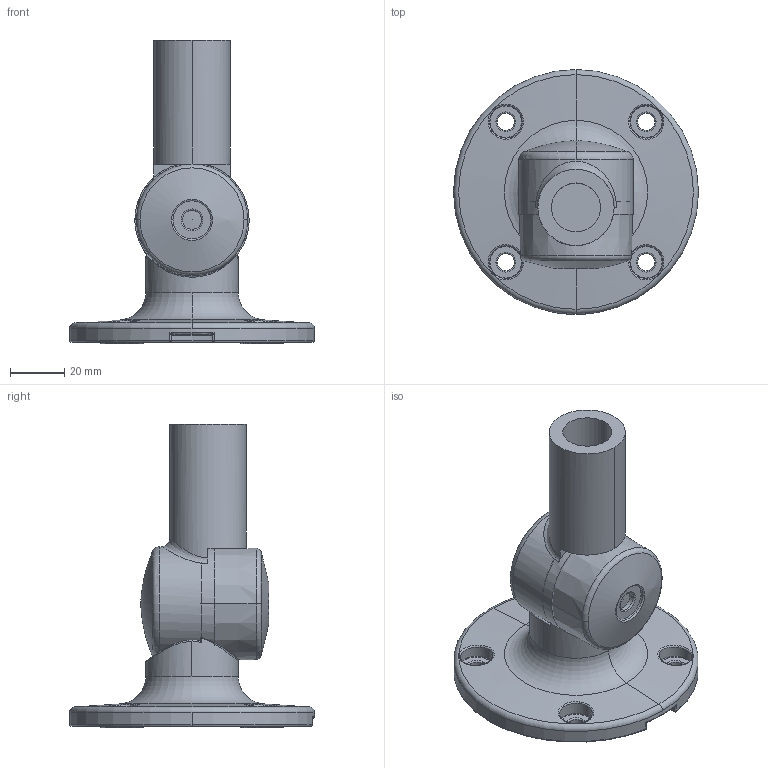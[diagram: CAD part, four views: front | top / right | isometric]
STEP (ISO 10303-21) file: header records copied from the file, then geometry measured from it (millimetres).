
FILE_DESCRIPTION (( 'STEP AP203' ), '1' );
FILE_NAME ('SL18-73A_201203.STP', '2021-01-20T10:50:25', ( '' ), ( '' ), 'SwSTEP 2.0', 'SolidWorks 2019', '' );
FILE_SCHEMA (( 'CONFIG_CONTROL_DESIGN' ));
Length unit declared in the file: millimetre
Products named in the file (1): SL18-73A_201203
Bounding box: 90 x 90 x 111.5 mm (x, y, z)
Volume: 111725.4 mm3; surface area: 37842.7 mm2
Topology: 2 solids, 2 shells, 270 faces, 650 edges, 375 vertices
Faces by surface type: torus 88, cylinder 76, bspline 42, sphere 28, plane 25, cone 11
Entity records: 16840 total; most frequent: CARTESIAN_POINT 10803, DIRECTION 1307, ORIENTED_EDGE 1260, EDGE_CURVE 630, AXIS2_PLACEMENT_3D 602, VERTEX_POINT 373, CIRCLE 373, EDGE_LOOP 287
